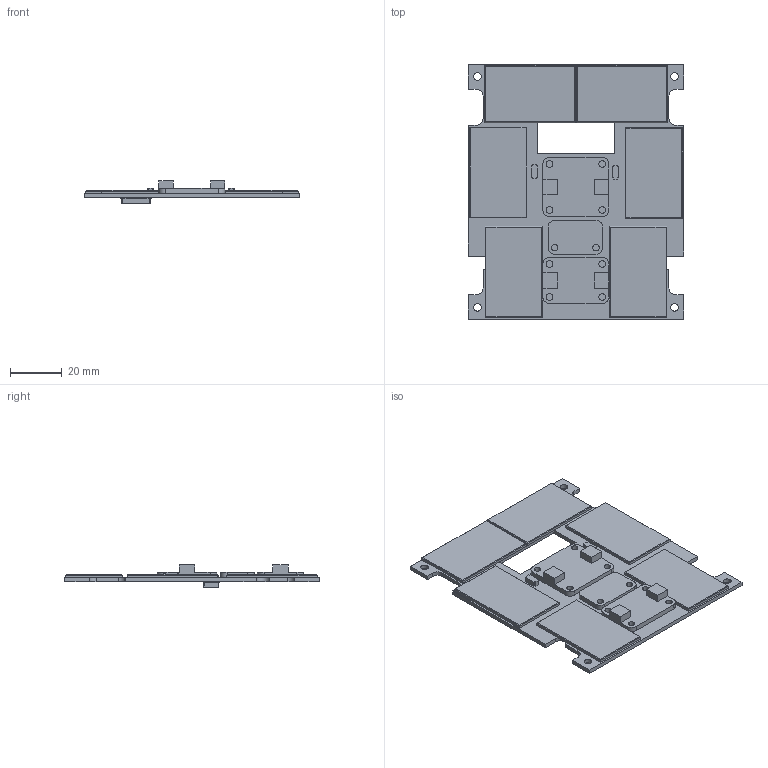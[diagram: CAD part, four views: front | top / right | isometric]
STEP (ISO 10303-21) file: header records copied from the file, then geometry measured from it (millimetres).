
FILE_DESCRIPTION(('KiCad electronic assembly'),'2;1');
FILE_NAME('solar-panel-WithCutout.step','2022-06-07T21:34:46',( 'An Author'),('A Company'),'Open CASCADE STEP processor 6.9', 'KiCad to STEP converter','Unknown');
FILE_SCHEMA(('AUTOMOTIVE_DESIGN { 1 0 10303 214 1 1 1 1 }'));
Length unit declared in the file: millimetre
Products named in the file (14): Open CASCADE STEP translator 6.9 1; SM101K07TF; SOLID; 5040500591; COMPOUND; CDBA240LL-HF; MCP9808; BNO085; APDS9960
Assembly tree (19 placements, depth 3):
  Open CASCADE STEP translator 6.9 1
    SM101K07TF  x6
      SOLID
    5040500591
      COMPOUND
    CDBA240LL-HF  x2
      SOLID
    MCP9808
      SOLID
    BNO085
      SOLID
    APDS9960
      SOLID
    COMPOUND
Bounding box: 83 x 98 x 8.58 mm (x, y, z)
Volume: 19876.6 mm3; surface area: 29194 mm2
Topology: 13 solids, 13 shells, 524 faces, 1452 edges, 978 vertices
Faces by surface type: plane 395, cylinder 119, sphere 10
Full cylindrical faces by diameter (mm): 2 x12, 2.95 x4, 5.25 x2
Entity records: 32775 total; most frequent: CARTESIAN_POINT 6226, DIRECTION 4990, LINE 3426, VECTOR 3426, ORIENTED_EDGE 2576, PCURVE 2576, DEFINITIONAL_REPRESENTATION 2576, EDGE_CURVE 1288
